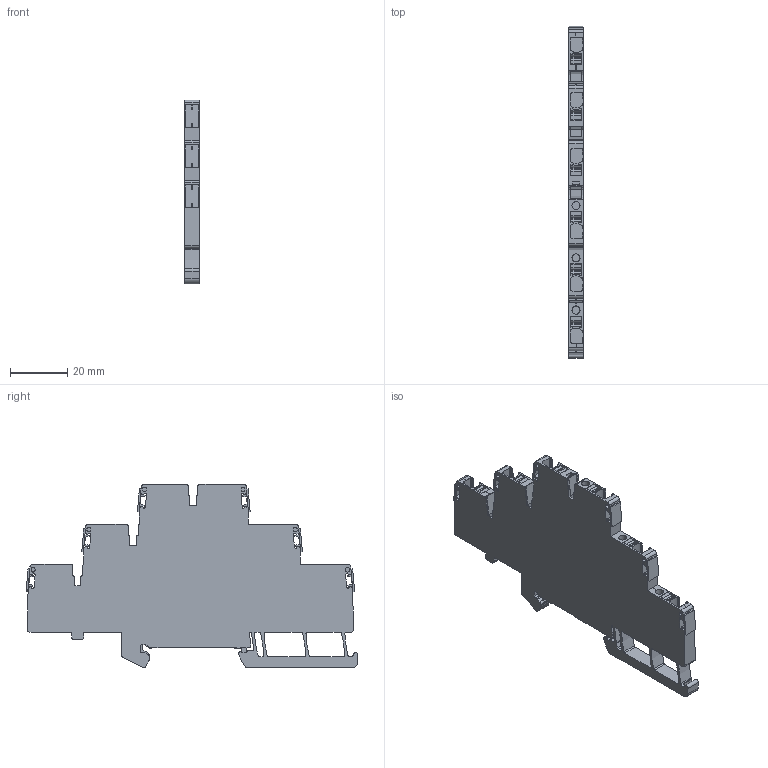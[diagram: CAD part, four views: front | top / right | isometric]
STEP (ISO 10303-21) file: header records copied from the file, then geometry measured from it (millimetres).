
FILE_DESCRIPTION(('CATIA V5 STEP Exchange','CAx-IF Rec.Pracs.--- Model Styling and Organization---1.4--- 2014-01-23'),'2;1');
FILE_NAME ('D1463961_0', '2020-11-12T05:41:28+00:00', ('none'), ('Weidmueller'), 'CATIA Version 5-6 Release 2016 SP3 HF44', 'CATIA V5 STEP AP214', 'none');
FILE_SCHEMA(('AUTOMOTIVE_DESIGN { 1 0 10303 214 1 1 1 1 }'));
Length unit declared in the file: millimetre
Products named in the file (1): 2757430000
Bounding box: 5.1 x 115.92 x 64.15 mm (x, y, z)
Volume: 22587.4 mm3; surface area: 16308.9 mm2
Topology: 20 solids, 20 shells, 1258 faces, 3553 edges, 2363 vertices
Faces by surface type: plane 756, cylinder 498, extrusion 4
Entity records: 41634 total; most frequent: CARTESIAN_POINT 8910, ORIENTED_EDGE 7106, DIRECTION 5453, EDGE_CURVE 3553, VECTOR 2514, LINE 2510, VERTEX_POINT 2363, AXIS2_PLACEMENT_3D 1873
